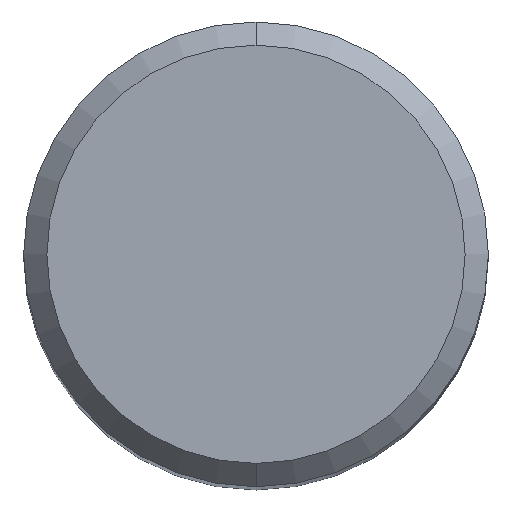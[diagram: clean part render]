
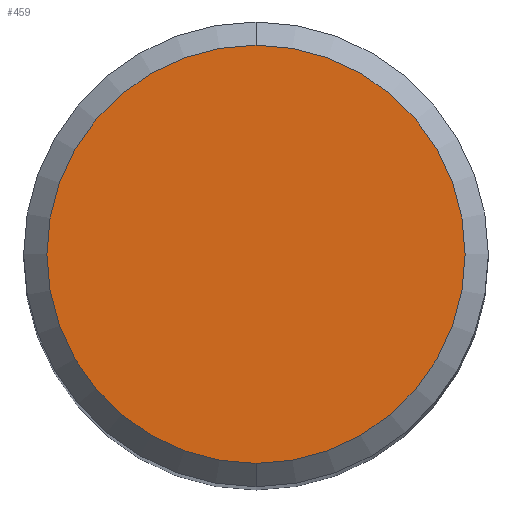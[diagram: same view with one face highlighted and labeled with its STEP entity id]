
A CAD part, top view. The second image highlights one B-rep face of the part: STEP entity #459.
In plain terms, the highlighted planar face has unit normal (0, 0, 1).
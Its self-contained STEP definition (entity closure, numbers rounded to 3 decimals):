
#227=VERTEX_POINT('',#539);
#271=EDGE_CURVE('',#457,#227,#589,.T.);
#275=EDGE_CURVE('',#227,#457,#593,.T.);
#457=VERTEX_POINT('',#793);
#459=ADVANCED_FACE('',(#795),#796,.T.);
#539=CARTESIAN_POINT('',(0.,-5.4,0.0));
#589=CIRCLE('',#1057,5.4);
#593=CIRCLE('',#1062,5.4);
#793=CARTESIAN_POINT('',(0.0,5.4,0.0));
#795=FACE_OUTER_BOUND('',#1491,.T.);
#796=PLANE('',#1492);
#1057=AXIS2_PLACEMENT_3D('',#1642,#1643,#1644);
#1062=AXIS2_PLACEMENT_3D('',#1645,#1646,#1647);
#1491=EDGE_LOOP('',(#1861,#1862));
#1492=AXIS2_PLACEMENT_3D('',#1863,#1864,#1865);
#1642=CARTESIAN_POINT('',(0.0,0.0,0.0));
#1643=DIRECTION('',(0.0,0.0,-1.0));
#1644=DIRECTION('',(0.0,1.0,0.0));
#1645=CARTESIAN_POINT('',(0.0,0.0,0.0));
#1646=DIRECTION('',(0.0,0.0,-1.0));
#1647=DIRECTION('',(0.0,1.0,0.0));
#1861=ORIENTED_EDGE('',*,*,#271,.F.);
#1862=ORIENTED_EDGE('',*,*,#275,.F.);
#1863=CARTESIAN_POINT('',(0.0,2.7,0.0));
#1864=DIRECTION('',(-0.0,0.0,1.0));
#1865=DIRECTION('',(0.0,-1.0,0.0));
